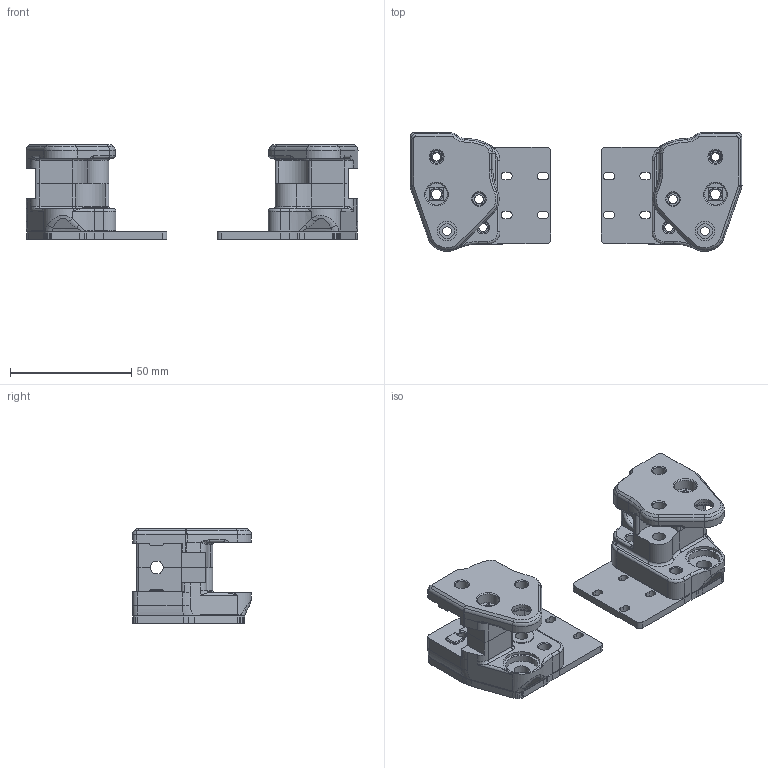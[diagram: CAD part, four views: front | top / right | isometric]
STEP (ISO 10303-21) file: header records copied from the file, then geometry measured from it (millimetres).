
FILE_DESCRIPTION(/* description */ ('STEP AP242','CAx-IF Rec.Pracs.---Representation and Presentation of Product Manufacturing Information (PMI)---4.0---2014-10-13','CAx-IF Rec.Pracs.---3D Tessellated Geometry---0.4---2014-09-14','2;1'),/* implementation_level */ '2;1');
FILE_NAME(/* name */ '650d4bc632d0cb673feb50c6',/* time_stamp */ '2023-09-22T08:09:43Z',/* author */ (''),/* organization */ (''),/* preprocessor_version */ 'ST-DEVELOPER v19.4',/* originating_system */ ' ',/* authorisation */ ' ');
FILE_SCHEMA (('AP242_MANAGED_MODEL_BASED_3D_ENGINEERING_MIM_LF { 1 0 10303 442 1 1 4 }'));
Length unit declared in the file: metre
Products named in the file (6): Plated Trailhead 2020 6mm; XY Joint Left Bottom R3; Trailhead Plate; XY Joint Right Bottom R3; XY Joint Left Top R3; XY Joint Right Top R3
Assembly tree (6 placements, depth 2):
  Plated Trailhead 2020 6mm
    XY Joint Left Bottom R3
    Trailhead Plate  x2
    XY Joint Right Bottom R3
    XY Joint Left Top R3
    XY Joint Right Top R3
Bounding box: 137.06 x 49.02 x 39 mm (x, y, z)
Volume: 58810.4 mm3; surface area: 34788.4 mm2
Topology: 5 solids, 6 shells, 693 faces, 1801 edges, 1122 vertices
Faces by surface type: plane 259, cylinder 241, cone 82, torus 60, bspline 51
Full cylindrical faces by diameter (mm): 3.4 x8, 3.6 x4, 4.2 x2, 4.7 x4, 5.2 x6, 5.4 x8, 6.2 x2, 8 x2, 9 x2, 10 x2, 13.15 x4, 15.15 x4
Entity records: 20574 total; most frequent: CARTESIAN_POINT 5631, DIRECTION 3098, ORIENTED_EDGE 3020, EDGE_CURVE 1510, AXIS2_PLACEMENT_3D 1179, VERTEX_POINT 969, EDGE_LOOP 763, FACE_BOUND 763
